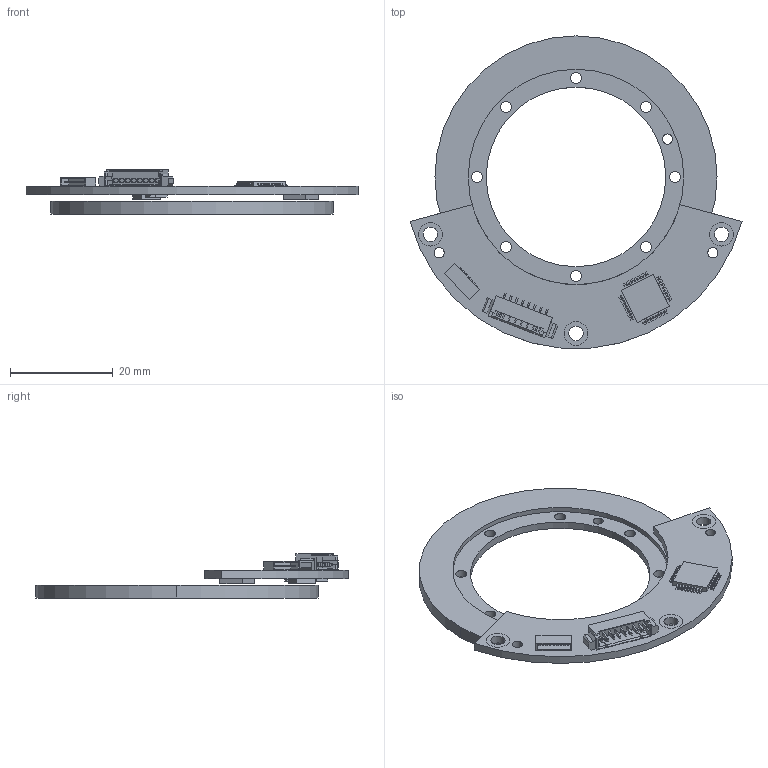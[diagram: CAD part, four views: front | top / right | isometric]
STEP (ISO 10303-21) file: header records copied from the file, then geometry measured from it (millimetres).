
FILE_DESCRIPTION (( 'STEP AP214' ), '1' );
FILE_NAME ('IAM55 20240506-¶àÈ¦.STEP', '2024-05-06T08:00:32', ( '' ), ( '' ), 'SwSTEP 2.0', 'SolidWorks 2018', '' );
FILE_SCHEMA (( 'AUTOMOTIVE_DESIGN' ));
Length unit declared in the file: millimetre
Products named in the file (3): 2024-5-6 IAM55多圈定子; IAM55 蛌赽; IAM55 20240506-多圈
Assembly tree (2 placements, depth 2):
  IAM55 20240506-多圈
    2024-5-6 IAM55多圈定子
    IAM55 蛌赽
Bounding box: 64.72 x 60.87 x 8.6 mm (x, y, z)
Volume: 4655.1 mm3; surface area: 6366.7 mm2
Topology: 10 solids, 10 shells, 1025 faces, 2636 edges, 1698 vertices
Faces by surface type: plane 829, cylinder 196
Entity records: 42135 total; most frequent: CARTESIAN_POINT 5796, ORIENTED_EDGE 5272, DIRECTION 4944, EDGE_CURVE 2636, LINE 2100, VECTOR 2100, VERTEX_POINT 1698, AXIS2_PLACEMENT_3D 1422
